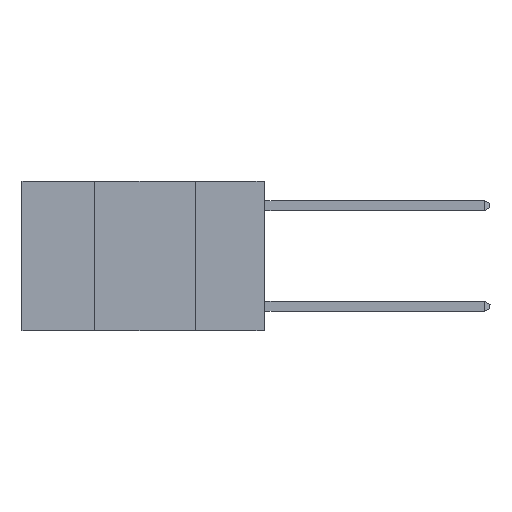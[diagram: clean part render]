
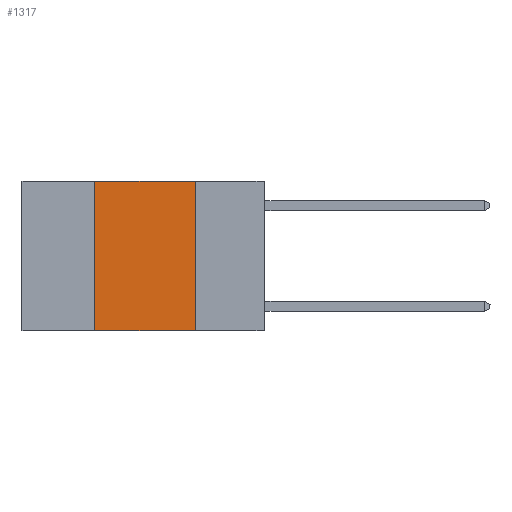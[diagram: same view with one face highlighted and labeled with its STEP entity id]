
A CAD part, left-side view. The second image highlights one B-rep face of the part: STEP entity #1317.
In plain terms, the highlighted planar face has unit normal (-1, 0, 0).
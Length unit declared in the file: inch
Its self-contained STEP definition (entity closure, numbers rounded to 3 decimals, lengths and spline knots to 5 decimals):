
#1317 = ADVANCED_FACE ( 'NONE', ( #3852 ), #1761, .F. ) ;
#1539 = AXIS2_PLACEMENT_3D ( 'NONE', #2108, #1808, #1777 ) ;
#1720 = CARTESIAN_POINT ( 'NONE',  ( 0., 0.6, 0. ) ) ;
#1743 = CARTESIAN_POINT ( 'NONE',  ( 0., 0.17, 0. ) ) ;
#1761 = PLANE ( 'NONE',  #1539 ) ;
#1765 = CARTESIAN_POINT ( 'NONE',  ( 0., 0.42, -0.37 ) ) ;
#1777 = DIRECTION ( 'NONE',  ( 0., 0., -1. ) ) ;
#1808 = DIRECTION ( 'NONE',  ( 1., 0., 0. ) ) ;
#2108 = CARTESIAN_POINT ( 'NONE',  ( 0., 0.6, 0. ) ) ;
#2460 = ORIENTED_EDGE ( 'NONE', *, *, #9587, .F. ) ;
#2633 = DIRECTION ( 'NONE',  ( 0., -1., 0. ) ) ;
#2754 = ORIENTED_EDGE ( 'NONE', *, *, #11222, .F. ) ;
#2814 = LINE ( 'NONE', #8432, #7325 ) ;
#2913 = VERTEX_POINT ( 'NONE', #1765 ) ;
#3099 = CARTESIAN_POINT ( 'NONE',  ( 0., 0.6, -0.37 ) ) ;
#3852 = FACE_OUTER_BOUND ( 'NONE', #6238, .T. ) ;
#4015 = DIRECTION ( 'NONE',  ( 0., -1., 0. ) ) ;
#4426 = LINE ( 'NONE', #1720, #8835 ) ;
#5001 = CARTESIAN_POINT ( 'NONE',  ( 0., 0.17, 0. ) ) ;
#5606 = ORIENTED_EDGE ( 'NONE', *, *, #10912, .F. ) ;
#5609 = CARTESIAN_POINT ( 'NONE',  ( 0., 0.17, -0.37 ) ) ;
#5674 = LINE ( 'NONE', #3099, #8017 ) ;
#5872 = ORIENTED_EDGE ( 'NONE', *, *, #10610, .T. ) ;
#6168 = CARTESIAN_POINT ( 'NONE',  ( 0., 0.42, 0. ) ) ;
#6238 = EDGE_LOOP ( 'NONE', ( #2460, #5606, #2754, #5872 ) ) ;
#6281 = DIRECTION ( 'NONE',  ( 0., 0., -1. ) ) ;
#7307 = VERTEX_POINT ( 'NONE', #6168 ) ;
#7325 = VECTOR ( 'NONE', #9294, 39.37008 ) ;
#8017 = VECTOR ( 'NONE', #4015, 39.37008 ) ;
#8432 = CARTESIAN_POINT ( 'NONE',  ( 0., 0.42, 0. ) ) ;
#8657 = VERTEX_POINT ( 'NONE', #5001 ) ;
#8835 = VECTOR ( 'NONE', #2633, 39.37008 ) ;
#9177 = VERTEX_POINT ( 'NONE', #5609 ) ;
#9294 = DIRECTION ( 'NONE',  ( 0., 0., 1. ) ) ;
#9587 = EDGE_CURVE ( 'NONE', #8657, #9177, #10020, .T. ) ;
#9762 = VECTOR ( 'NONE', #6281, 39.37008 ) ;
#10020 = LINE ( 'NONE', #1743, #9762 ) ;
#10610 = EDGE_CURVE ( 'NONE', #2913, #9177, #5674, .T. ) ;
#10912 = EDGE_CURVE ( 'NONE', #7307, #8657, #4426, .T. ) ;
#11222 = EDGE_CURVE ( 'NONE', #2913, #7307, #2814, .T. ) ;
